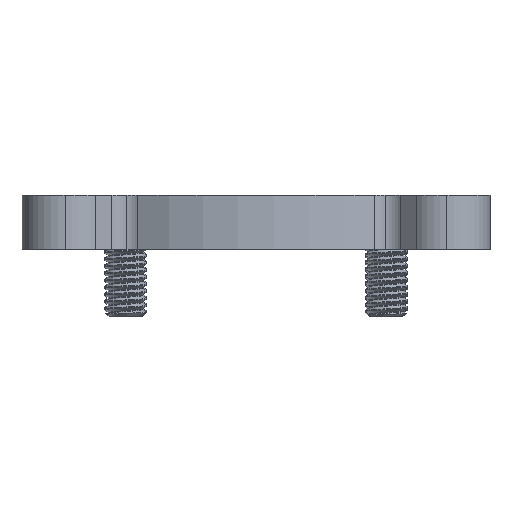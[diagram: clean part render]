
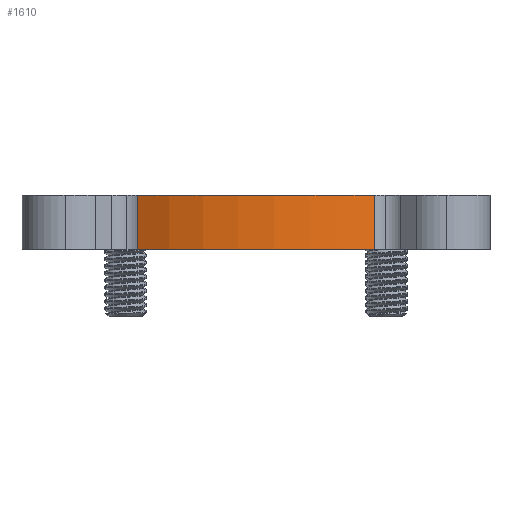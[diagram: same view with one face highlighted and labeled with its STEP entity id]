
A CAD part, top view. The second image highlights one B-rep face of the part: STEP entity #1610.
In plain terms, the highlighted cylindrical face has radius 16.51 mm (diameter 33.02 mm), a partial arc.
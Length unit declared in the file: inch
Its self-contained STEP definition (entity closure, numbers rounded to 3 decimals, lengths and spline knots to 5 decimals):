
#72 = ORIENTED_EDGE ( 'NONE', *, *, #4676, .T. ) ;
#316 = CARTESIAN_POINT ( 'NONE',  ( 0.32924, 0.15, 0.56045 ) ) ;
#609 = CIRCLE ( 'NONE', #7271, 0.65 ) ;
#653 = DIRECTION ( 'NONE',  ( 0., -1., 0. ) ) ;
#811 = EDGE_LOOP ( 'NONE', ( #72, #7550, #13398, #12449 ) ) ;
#866 = AXIS2_PLACEMENT_3D ( 'NONE', #3149, #14090, #15252 ) ;
#871 = CARTESIAN_POINT ( 'NONE',  ( 0.32924, 0.15, 0.56045 ) ) ;
#907 = FACE_OUTER_BOUND ( 'NONE', #811, .T. ) ;
#1458 = EDGE_CURVE ( 'NONE', #14610, #10308, #15472, .T. ) ;
#1610 = ADVANCED_FACE ( 'NONE', ( #907 ), #13957, .T. ) ;
#1930 = CARTESIAN_POINT ( 'NONE',  ( -0.32924, 0.15, 0.56045 ) ) ;
#2628 = EDGE_CURVE ( 'NONE', #14610, #6268, #11871, .T. ) ;
#2710 = CARTESIAN_POINT ( 'NONE',  ( 0., 0.15, 0. ) ) ;
#2853 = LINE ( 'NONE', #316, #11363 ) ;
#3149 = CARTESIAN_POINT ( 'NONE',  ( 0., 0.15, 0. ) ) ;
#4676 = EDGE_CURVE ( 'NONE', #10308, #5014, #609, .T. ) ;
#5014 = VERTEX_POINT ( 'NONE', #13473 ) ;
#5939 = AXIS2_PLACEMENT_3D ( 'NONE', #2710, #6371, #14814 ) ;
#6161 = CARTESIAN_POINT ( 'NONE',  ( 0., 0., 0. ) ) ;
#6211 = DIRECTION ( 'NONE',  ( 0., 0., 1. ) ) ;
#6268 = VERTEX_POINT ( 'NONE', #871 ) ;
#6371 = DIRECTION ( 'NONE',  ( 0., 1., 0. ) ) ;
#6587 = EDGE_CURVE ( 'NONE', #5014, #6268, #2853, .T. ) ;
#7227 = DIRECTION ( 'NONE',  ( 0., 1., 0. ) ) ;
#7271 = AXIS2_PLACEMENT_3D ( 'NONE', #6161, #7227, #6211 ) ;
#7550 = ORIENTED_EDGE ( 'NONE', *, *, #6587, .T. ) ;
#8604 = DIRECTION ( 'NONE',  ( 0., 1., 0. ) ) ;
#9100 = CARTESIAN_POINT ( 'NONE',  ( -0.32924, 0.15, 0.56045 ) ) ;
#10308 = VERTEX_POINT ( 'NONE', #10420 ) ;
#10420 = CARTESIAN_POINT ( 'NONE',  ( -0.32924, 0., 0.56045 ) ) ;
#11363 = VECTOR ( 'NONE', #8604, 39.37008 ) ;
#11871 = CIRCLE ( 'NONE', #5939, 0.65 ) ;
#12252 = VECTOR ( 'NONE', #653, 39.37008 ) ;
#12449 = ORIENTED_EDGE ( 'NONE', *, *, #1458, .T. ) ;
#13398 = ORIENTED_EDGE ( 'NONE', *, *, #2628, .F. ) ;
#13473 = CARTESIAN_POINT ( 'NONE',  ( 0.32924, 0., 0.56045 ) ) ;
#13957 = CYLINDRICAL_SURFACE ( 'NONE', #866, 0.65 ) ;
#14090 = DIRECTION ( 'NONE',  ( 0., -1., 0. ) ) ;
#14610 = VERTEX_POINT ( 'NONE', #1930 ) ;
#14814 = DIRECTION ( 'NONE',  ( 0., 0., 1. ) ) ;
#15252 = DIRECTION ( 'NONE',  ( 0., 0., -1. ) ) ;
#15472 = LINE ( 'NONE', #9100, #12252 ) ;
